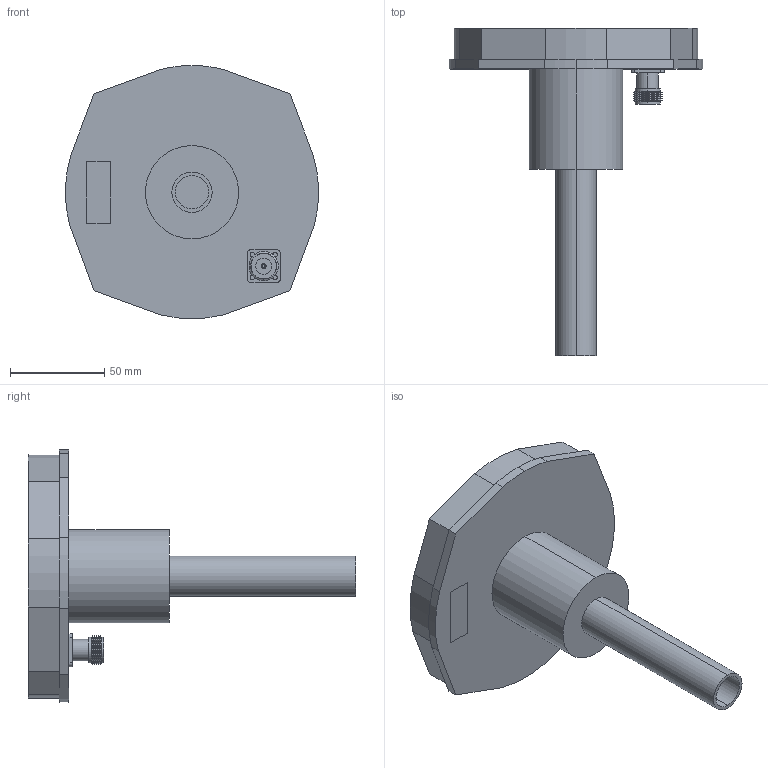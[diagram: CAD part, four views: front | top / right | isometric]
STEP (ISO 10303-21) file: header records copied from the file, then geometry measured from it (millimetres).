
FILE_DESCRIPTION (( 'STEP AP214' ), '1' );
FILE_NAME ('FM51067_3D.step', '2023-01-20T00:07:49', ( '' ), ( '' ), 'SwSTEP 2.0', 'SolidWorks 2022', '' );
FILE_SCHEMA (( 'AUTOMOTIVE_DESIGN' ));
Length unit declared in the file: inch
Products named in the file (3): FM51067; FM51067_3D; HA3501-N-Female
Assembly tree (2 placements, depth 2):
  FM51067_3D
    FM51067
    HA3501-N-Female
Bounding box: 134.57 x 173.99 x 134.38 mm (x, y, z)
Volume: 414309.7 mm3; surface area: 62087.4 mm2
Topology: 2 solids, 2 shells, 114 faces, 262 edges, 168 vertices
Faces by surface type: cylinder 48, plane 44, cone 22
Entity records: 4452 total; most frequent: DIRECTION 620, CARTESIAN_POINT 549, ORIENTED_EDGE 524, EDGE_CURVE 262, AXIS2_PLACEMENT_3D 239, VERTEX_POINT 168, LINE 142, VECTOR 142
